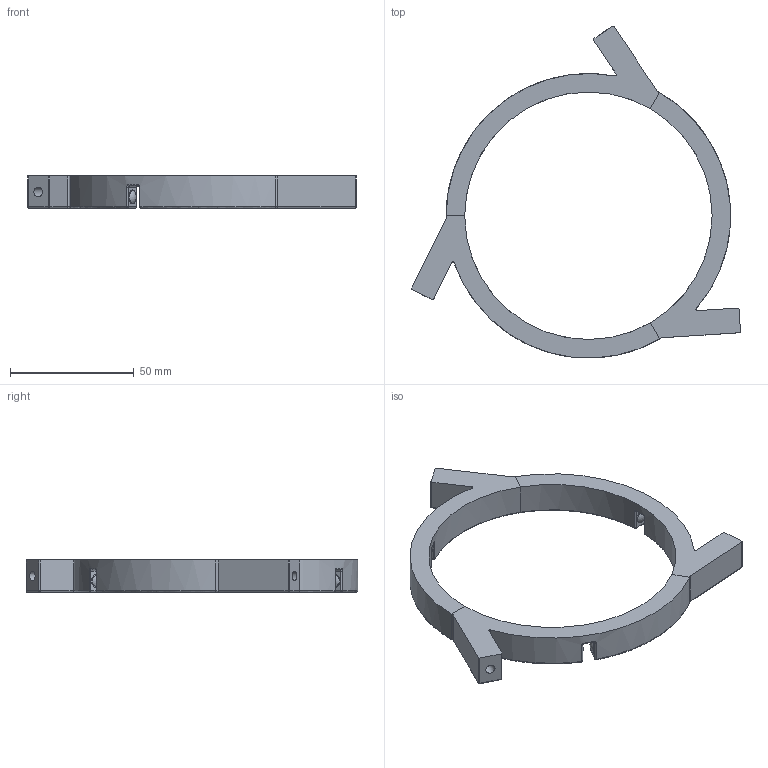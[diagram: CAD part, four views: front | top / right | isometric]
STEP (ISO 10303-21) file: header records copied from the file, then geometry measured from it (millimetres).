
FILE_DESCRIPTION( ('This file contains a STEP AP42 implementation' ,'as created by ZW3D STEP Interface translator.' ,'') ,'2;1' );
FILE_NAME( 'ƽ̨100mm.stp' ,'25 1 6.221042', (''), ('ZWCAD Software Co.'), 'Version 1.0', 'ZW3D to STEP translator', '' );
FILE_SCHEMA(('AUTOMOTIVE_DESIGN { 1 0 10303 214 1 1 1 1 }'));
Length unit declared in the file: millimetre
Products named in the file (1): 0
Bounding box: 132.94 x 134.12 x 13 mm (x, y, z)
Volume: 40715.2 mm3; surface area: 18175.5 mm2
Topology: 3 solids, 3 shells, 156 faces, 351 edges, 235 vertices
Faces by surface type: cylinder 45, bspline 39, plane 36, sphere 24, torus 12
Full cylindrical faces by diameter (mm): 3.9 x3
Entity records: 9822 total; most frequent: CARTESIAN_POINT 6500, ORIENTED_EDGE 672, DIRECTION 612, EDGE_CURVE 336, AXIS2_PLACEMENT_3D 239, VERTEX_POINT 195, EDGE_LOOP 165, FACE_OUTER_BOUND 156
